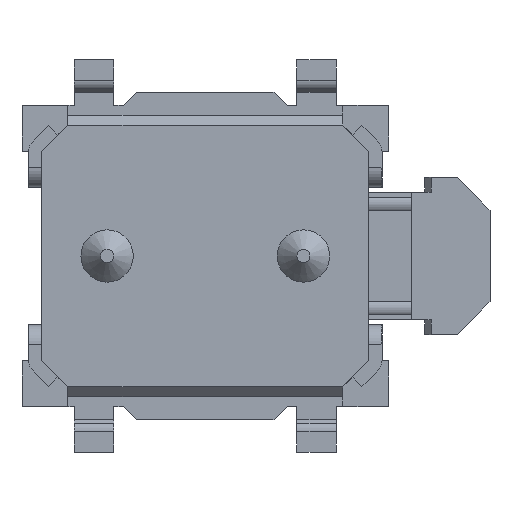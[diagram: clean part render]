
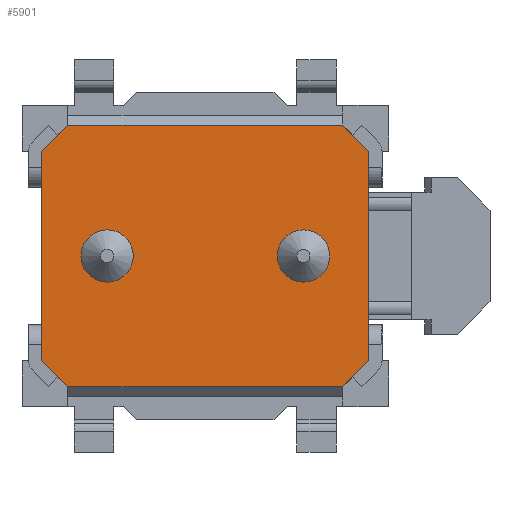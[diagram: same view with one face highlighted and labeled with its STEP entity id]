
A CAD part, front view. The second image highlights one B-rep face of the part: STEP entity #5901.
In plain terms, the highlighted planar face has unit normal (0, -1, 0).
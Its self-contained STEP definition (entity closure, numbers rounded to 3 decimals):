
#144=PLANE('',#6337);
#353=LINE('',#8394,#1063);
#399=LINE('',#8513,#1109);
#403=LINE('',#8520,#1113);
#421=LINE('',#8564,#1131);
#672=LINE('',#9192,#1382);
#770=LINE('',#9409,#1480);
#791=LINE('',#9456,#1501);
#792=LINE('',#9457,#1502);
#1063=VECTOR('',#6690,1000.);
#1109=VECTOR('',#6782,1000.);
#1113=VECTOR('',#6788,1000.);
#1131=VECTOR('',#6820,1000.);
#1382=VECTOR('',#7337,1000.);
#1480=VECTOR('',#7539,1000.);
#1501=VECTOR('',#7586,1000.);
#1502=VECTOR('',#7587,1000.);
#2628=ORIENTED_EDGE('',*,*,#4142,.F.);
#2629=ORIENTED_EDGE('',*,*,#4084,.F.);
#2630=ORIENTED_EDGE('',*,*,#3683,.F.);
#2631=ORIENTED_EDGE('',*,*,#4119,.F.);
#2632=ORIENTED_EDGE('',*,*,#3603,.T.);
#2633=ORIENTED_EDGE('',*,*,#3658,.F.);
#2634=ORIENTED_EDGE('',*,*,#3662,.F.);
#2635=ORIENTED_EDGE('',*,*,#4143,.F.);
#2636=ORIENTED_EDGE('',*,*,#4003,.T.);
#2637=ORIENTED_EDGE('',*,*,#4144,.F.);
#3603=EDGE_CURVE('',#4471,#4470,#353,.T.);
#3658=EDGE_CURVE('',#4519,#4470,#399,.T.);
#3662=EDGE_CURVE('',#4522,#4519,#403,.T.);
#3683=EDGE_CURVE('',#4540,#4542,#421,.T.);
#4003=EDGE_CURVE('',#4780,#4488,#672,.T.);
#4084=EDGE_CURVE('',#4829,#4829,#5060,.T.);
#4119=EDGE_CURVE('',#4471,#4540,#770,.T.);
#4142=EDGE_CURVE('',#4859,#4859,#5066,.T.);
#4143=EDGE_CURVE('',#4780,#4522,#791,.T.);
#4144=EDGE_CURVE('',#4542,#4488,#792,.T.);
#4470=VERTEX_POINT('',#8393);
#4471=VERTEX_POINT('',#8395);
#4488=VERTEX_POINT('',#8439);
#4519=VERTEX_POINT('',#8511);
#4522=VERTEX_POINT('',#8519);
#4540=VERTEX_POINT('',#8562);
#4542=VERTEX_POINT('',#8565);
#4780=VERTEX_POINT('',#9193);
#4829=VERTEX_POINT('',#9344);
#4859=VERTEX_POINT('',#9455);
#5060=CIRCLE('',#6309,0.4);
#5066=CIRCLE('',#6338,0.4);
#5252=EDGE_LOOP('',(#2628));
#5253=EDGE_LOOP('',(#2629));
#5254=EDGE_LOOP('',(#2630,#2631,#2632,#2633,#2634,#2635,#2636,#2637));
#5578=FACE_BOUND('',#5252,.T.);
#5579=FACE_BOUND('',#5253,.T.);
#5580=FACE_BOUND('',#5254,.T.);
#5901=ADVANCED_FACE('',(#5578,#5579,#5580),#144,.F.);
#6309=AXIS2_PLACEMENT_3D('',#9343,#7474,#7475);
#6337=AXIS2_PLACEMENT_3D('',#9453,#7582,#7583);
#6338=AXIS2_PLACEMENT_3D('',#9454,#7584,#7585);
#6690=DIRECTION('',(-1.,0.,0.));
#6782=DIRECTION('',(0.707,0.,0.707));
#6788=DIRECTION('',(0.,0.,1.));
#6820=DIRECTION('',(0.,0.,-1.));
#7337=DIRECTION('',(1.,0.,0.));
#7474=DIRECTION('',(0.,-1.,0.));
#7475=DIRECTION('',(0.,0.,1.));
#7539=DIRECTION('',(0.707,0.,-0.707));
#7582=DIRECTION('',(0.,1.,0.));
#7583=DIRECTION('',(1.,0.,0.));
#7584=DIRECTION('',(0.,-1.,0.));
#7585=DIRECTION('',(0.,0.,1.));
#7586=DIRECTION('',(-0.707,0.,0.707));
#7587=DIRECTION('',(-0.707,0.,-0.707));
#8393=CARTESIAN_POINT('',(-2.1,0.,2.));
#8394=CARTESIAN_POINT('',(-1.7,0.,2.));
#8395=CARTESIAN_POINT('',(2.1,0.,2.));
#8439=CARTESIAN_POINT('',(2.1,0.,-2.));
#8511=CARTESIAN_POINT('',(-2.5,0.,1.6));
#8513=CARTESIAN_POINT('',(-2.3,0.,1.8));
#8519=CARTESIAN_POINT('',(-2.5,0.,-1.6));
#8520=CARTESIAN_POINT('',(-2.5,0.,1.7));
#8562=CARTESIAN_POINT('',(2.5,0.,1.6));
#8564=CARTESIAN_POINT('',(2.5,0.,1.325));
#8565=CARTESIAN_POINT('',(2.5,0.,-1.6));
#9192=CARTESIAN_POINT('',(-1.7,0.,-2.));
#9193=CARTESIAN_POINT('',(-2.1,0.,-2.));
#9343=CARTESIAN_POINT('',(-1.5,0.,0.));
#9344=CARTESIAN_POINT('',(-1.5,0.,0.4));
#9409=CARTESIAN_POINT('',(2.3,0.,1.8));
#9453=CARTESIAN_POINT('',(-1.7,0.,2.84));
#9454=CARTESIAN_POINT('',(1.5,0.,0.));
#9455=CARTESIAN_POINT('',(1.5,0.,0.4));
#9456=CARTESIAN_POINT('',(-2.3,0.,-1.8));
#9457=CARTESIAN_POINT('',(2.3,0.,-1.8));
